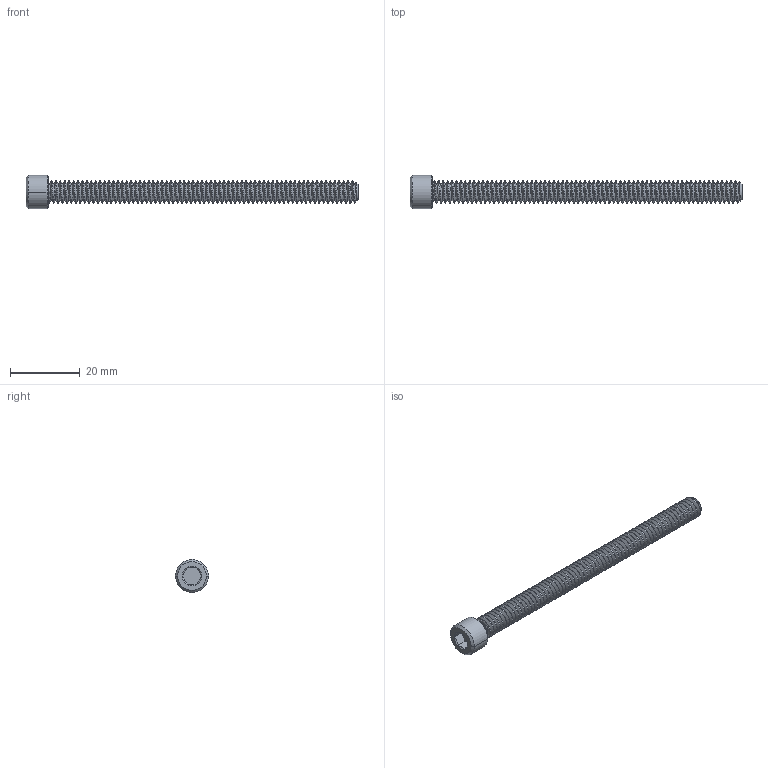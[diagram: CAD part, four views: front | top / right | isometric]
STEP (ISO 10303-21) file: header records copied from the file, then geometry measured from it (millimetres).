
FILE_DESCRIPTION (( 'STEP AP203' ), '1' );
FILE_NAME ('90044A130.step', '2013-11-01T17:13:07', ( '' ), ( '' ), 'SwSTEP 2.0', 'SolidWorks 2010', '' );
FILE_SCHEMA (( 'CONFIG_CONTROL_DESIGN' ));
Length unit declared in the file: inch
Products named in the file (1): 90044A130
Bounding box: 95.25 x 9.53 x 9.53 mm (x, y, z)
Volume: 2542.2 mm3; surface area: 3055.2 mm2
Topology: 1 solids, 1 shells, 168 faces, 475 edges, 311 vertices
Faces by surface type: cylinder 142, cone 13, plane 10, bspline 3
Entity records: 13740 total; most frequent: CARTESIAN_POINT 10179, ORIENTED_EDGE 950, DIRECTION 530, EDGE_CURVE 475, VERTEX_POINT 311, AXIS2_PLACEMENT_3D 185, EDGE_LOOP 170, ADVANCED_FACE 168
